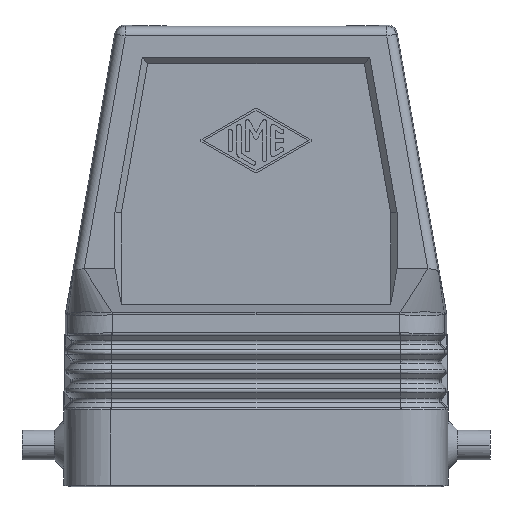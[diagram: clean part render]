
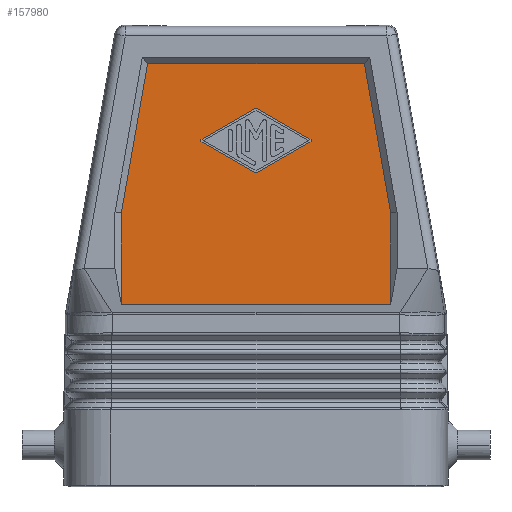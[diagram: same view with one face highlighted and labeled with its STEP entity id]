
A CAD part, left-side view. The second image highlights one B-rep face of the part: STEP entity #157980.
In plain terms, the highlighted planar face has unit normal (-1, 0, 0).
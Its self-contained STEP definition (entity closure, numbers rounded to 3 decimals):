
#63380=CARTESIAN_POINT('',(27.874,71.31,42.737));
#63390=VERTEX_POINT('',#63380);
#63420=CARTESIAN_POINT('',(27.874,71.31,12.));
#63430=DIRECTION('',(0.,0.,1.));
#63440=VECTOR('',#63430,1.);
#63450=LINE('',#63420,#63440);
#63460=CARTESIAN_POINT('',(27.874,71.31,28.452));
#63470=VERTEX_POINT('',#63460);
#63480=EDGE_CURVE('',#63470,#63390,#63450,.T.);
#83560=CARTESIAN_POINT('',(27.874,29.31,28.452));
#83570=VERTEX_POINT('',#83560);
#84170=CARTESIAN_POINT('',(27.874,0.,28.452));
#84180=DIRECTION('',(0.,1.,0.));
#84190=VECTOR('',#84180,1.);
#84200=LINE('',#84170,#84190);
#84210=EDGE_CURVE('',#83570,#63470,#84200,.T.);
#151570=CARTESIAN_POINT('',(27.874,29.31,42.737));
#151580=VERTEX_POINT('',#151570);
#151610=CARTESIAN_POINT('',(27.874,23.89,12.));
#151620=DIRECTION('',(0.,0.174,0.985));
#151630=VECTOR('',#151620,1.);
#151640=LINE('',#151610,#151630);
#151650=CARTESIAN_POINT('',(27.874,33.412,66.));
#151660=VERTEX_POINT('',#151650);
#151670=EDGE_CURVE('',#151580,#151660,#151640,.T.);
#156980=CARTESIAN_POINT('',(27.874,64.361,
44.579));
#156990=DIRECTION('',(1.,0.,0.));
#157000=DIRECTION('',(0.,1.,0.));
#157010=AXIS2_PLACEMENT_3D('',#156980,#156990,#157000);
#157020=PLANE('',#157010);
#157030=ORIENTED_EDGE('',*,*,#63480,.F.);
#157040=CARTESIAN_POINT('',(27.874,76.73,12.));
#157050=DIRECTION('',(0.,-0.174,0.985));
#157060=VECTOR('',#157050,1.);
#157070=LINE('',#157040,#157060);
#157080=CARTESIAN_POINT('',(27.874,67.208,66.));
#157090=VERTEX_POINT('',#157080);
#157100=EDGE_CURVE('',#63390,#157090,#157070,.T.);
#157110=ORIENTED_EDGE('',*,*,#157100,.F.);
#157120=CARTESIAN_POINT('',(27.874,0.,66.));
#157130=DIRECTION('',(0.,-1.,0.));
#157140=VECTOR('',#157130,1.);
#157150=LINE('',#157120,#157140);
#157160=EDGE_CURVE('',#157090,#151660,#157150,.T.);
#157170=ORIENTED_EDGE('',*,*,#157160,.F.);
#157180=ORIENTED_EDGE('',*,*,#151670,.T.);
#157190=CARTESIAN_POINT('',(27.874,29.31,12.));
#157200=DIRECTION('',(0.,0.,1.));
#157210=VECTOR('',#157200,1.);
#157220=LINE('',#157190,#157210);
#157230=EDGE_CURVE('',#83570,#151580,#157220,.T.);
#157240=ORIENTED_EDGE('',*,*,#157230,.T.);
#157250=ORIENTED_EDGE('',*,*,#84210,.F.);
#157260=EDGE_LOOP('',(#157250,#157240,#157180,#157170,#157110,#157030));
#157270=FACE_OUTER_BOUND('',#157260,.T.);
#157280=CARTESIAN_POINT('',(27.874,0.,20.193));
#157290=DIRECTION('',(0.,-0.868,-0.496));
#157300=VECTOR('',#157290,1.);
#157310=LINE('',#157280,#157300);
#157320=CARTESIAN_POINT('',(27.874,58.892,
53.855));
#157330=VERTEX_POINT('',#157320);
#157340=CARTESIAN_POINT('',(27.874,50.475,
49.044));
#157350=VERTEX_POINT('',#157340);
#157360=EDGE_CURVE('',#157330,#157350,#157310,.T.);
#157370=ORIENTED_EDGE('',*,*,#157360,.F.);
#157380=CARTESIAN_POINT('',(27.874,50.31,49.334));
#157390=DIRECTION('',(-1.,0.,0.));
#157400=DIRECTION('',(0.,-1.,0.));
#157410=AXIS2_PLACEMENT_3D('',#157380,#157390,#157400);
#157420=CIRCLE('',#157410,0.333);
#157430=CARTESIAN_POINT('',(27.874,50.145,
49.044));
#157440=VERTEX_POINT('',#157430);
#157450=EDGE_CURVE('',#157350,#157440,#157420,.T.);
#157460=ORIENTED_EDGE('',*,*,#157450,.F.);
#157470=CARTESIAN_POINT('',(27.874,0.,77.707));
#157480=DIRECTION('',(0.,-0.868,0.496));
#157490=VECTOR('',#157480,1.);
#157500=LINE('',#157470,#157490);
#157510=CARTESIAN_POINT('',(27.874,41.728,
53.855));
#157520=VERTEX_POINT('',#157510);
#157530=EDGE_CURVE('',#157440,#157520,#157500,.T.);
#157540=ORIENTED_EDGE('',*,*,#157530,.F.);
#157550=CARTESIAN_POINT('',(27.874,41.811,54.));
#157560=DIRECTION('',(-1.,0.,0.));
#157570=DIRECTION('',(0.,-1.,0.));
#157580=AXIS2_PLACEMENT_3D('',#157550,#157560,#157570);
#157590=CIRCLE('',#157580,0.167);
#157600=CARTESIAN_POINT('',(27.874,41.728,
54.145));
#157610=VERTEX_POINT('',#157600);
#157620=EDGE_CURVE('',#157520,#157610,#157590,.T.);
#157630=ORIENTED_EDGE('',*,*,#157620,.F.);
#157640=CARTESIAN_POINT('',(27.874,0.,30.293));
#157650=DIRECTION('',(0.,0.868,0.496));
#157660=VECTOR('',#157650,1.);
#157670=LINE('',#157640,#157660);
#157680=CARTESIAN_POINT('',(27.874,50.145,
58.956));
#157690=VERTEX_POINT('',#157680);
#157700=EDGE_CURVE('',#157610,#157690,#157670,.T.);
#157710=ORIENTED_EDGE('',*,*,#157700,.F.);
#157720=CARTESIAN_POINT('',(27.874,50.31,58.666));
#157730=DIRECTION('',(-1.,0.,0.));
#157740=DIRECTION('',(0.,-1.,0.));
#157750=AXIS2_PLACEMENT_3D('',#157720,#157730,#157740);
#157760=CIRCLE('',#157750,0.333);
#157770=CARTESIAN_POINT('',(27.874,50.475,
58.956));
#157780=VERTEX_POINT('',#157770);
#157790=EDGE_CURVE('',#157690,#157780,#157760,.T.);
#157800=ORIENTED_EDGE('',*,*,#157790,.F.);
#157810=CARTESIAN_POINT('',(27.874,0.,87.807));
#157820=DIRECTION('',(0.,0.868,-0.496));
#157830=VECTOR('',#157820,1.);
#157840=LINE('',#157810,#157830);
#157850=CARTESIAN_POINT('',(27.874,58.892,
54.145));
#157860=VERTEX_POINT('',#157850);
#157870=EDGE_CURVE('',#157780,#157860,#157840,.T.);
#157880=ORIENTED_EDGE('',*,*,#157870,.F.);
#157890=CARTESIAN_POINT('',(27.874,58.809,54.));
#157900=DIRECTION('',(-1.,0.,0.));
#157910=DIRECTION('',(0.,-1.,0.));
#157920=AXIS2_PLACEMENT_3D('',#157890,#157900,#157910);
#157930=CIRCLE('',#157920,0.167);
#157940=EDGE_CURVE('',#157860,#157330,#157930,.T.);
#157950=ORIENTED_EDGE('',*,*,#157940,.F.);
#157960=EDGE_LOOP('',(#157950,#157880,#157800,#157710,#157630,#157540,
#157460,#157370));
#157970=FACE_BOUND('',#157960,.T.);
#157980=ADVANCED_FACE('',(#157270,#157970),#157020,.F.);
